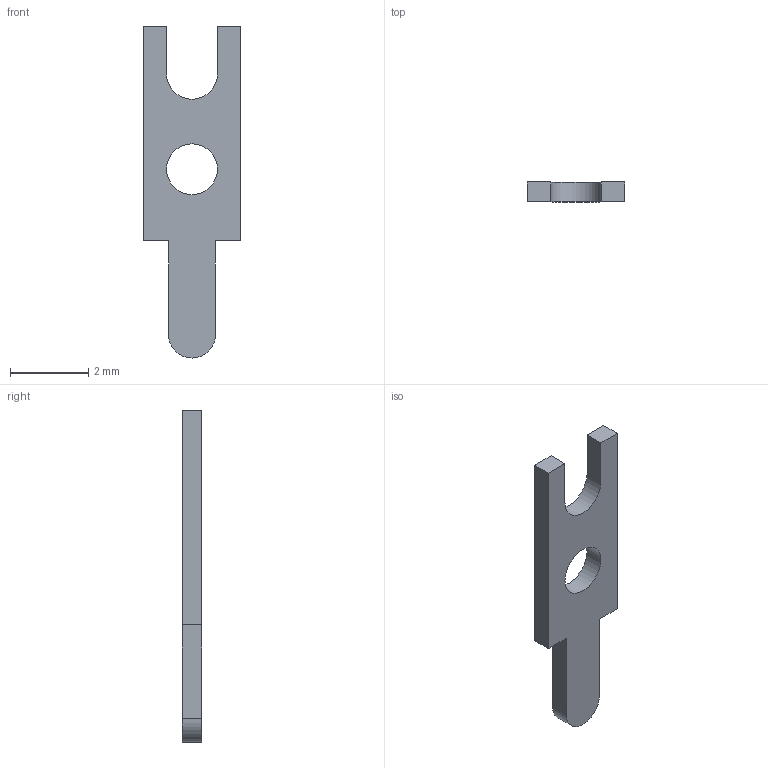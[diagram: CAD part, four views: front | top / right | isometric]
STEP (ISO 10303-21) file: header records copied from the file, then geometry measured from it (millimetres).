
FILE_DESCRIPTION(('FreeCAD Model'),'2;1');
FILE_NAME('Pin_d1.1mm_L8.5mm_W2.5mm_FlatFork.step','2017-09-09T14:27:08',( 'kicad StepUp'),('ksu MCAD'),'Open CASCADE STEP processor 7.1', 'FreeCAD','Unknown');
FILE_SCHEMA(('AUTOMOTIVE_DESIGN { 1 0 10303 214 1 1 1 1 }'));
Length unit declared in the file: millimetre
Products named in the file (1): Pin_d1.1mm_L8.5mm_W2.5mm_FlatFork
Bounding box: 2.5 x 0.5 x 8.5 mm (x, y, z)
Volume: 6.8 mm3; surface area: 41.6 mm2
Topology: 1 solids, 1 shells, 15 faces, 39 edges, 26 vertices
Faces by surface type: plane 12, cylinder 3
Full cylindrical faces by diameter (mm): 1.3 x1
Entity records: 341 total; most frequent: ORIENTED_EDGE 61, CARTESIAN_POINT 47, EDGE_CURVE 39, LINE 33, VERTEX_POINT 26, AXIS2_PLACEMENT_3D 22, FACE_BOUND 17, EDGE_LOOP 17
